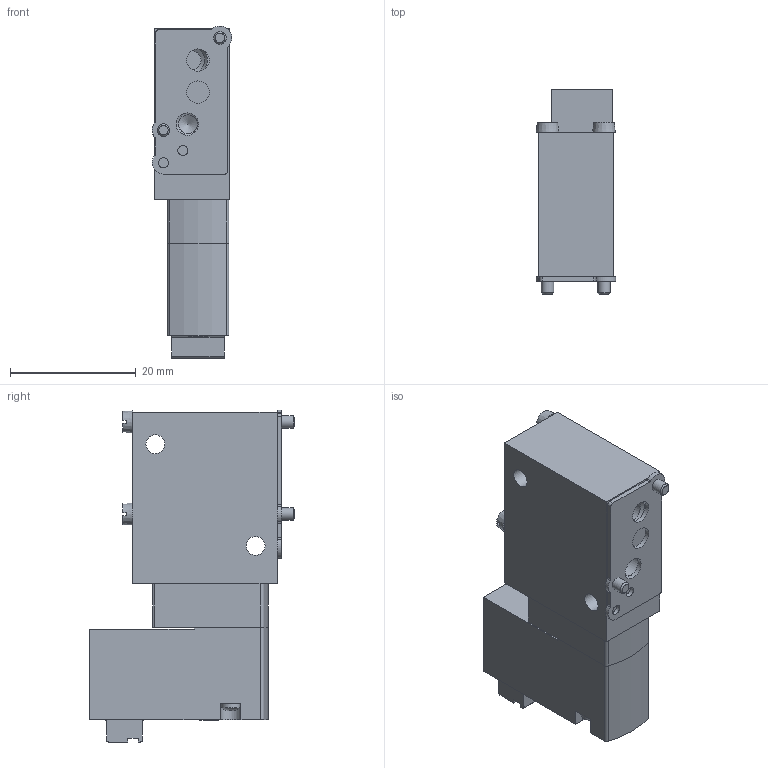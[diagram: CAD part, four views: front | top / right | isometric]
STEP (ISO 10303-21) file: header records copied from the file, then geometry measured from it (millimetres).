
FILE_DESCRIPTION(/* description */ ('STEP AP214'),/* implementation_level */ '2;1');
FILE_NAME(/* name */ '560705_VOVG-S12-M32U-AH-M5-1H2',/* time_stamp */ '2024-09-17T01:43:10+02:00',/* author */ ('License CC BY-ND 4.0'),/* organization */ ('CADENAS'),/* preprocessor_version */ 'ST-DEVELOPER v19.3',/* originating_system */ 'PARTsolutions',/* authorisation */ ' ');
FILE_SCHEMA (('AUTOMOTIVE_DESIGN {1 0 10303 214 3 1 1}'));
Length unit declared in the file: millimetre
Products named in the file (7): 560705 VOVG-S12-M32U-AH-M5-1H2; 549438 VOVG-S12-M32U---(G); 652115 M16X8; 750521 M2X27.3; 750914 VOVG-B; 197005 MHA1-M1H-3/2G-0,6-TC_p; 703106 M1.6X22
Assembly tree (8 placements, depth 2):
  560705 VOVG-S12-M32U-AH-M5-1H2
    549438 VOVG-S12-M32U---(G)
    652115 M16X8
    750521 M2X27.3  x2
    750914 VOVG-B
    197005 MHA1-M1H-3/2G-0,6-TC_p
    703106 M1.6X22  x2
Bounding box: 12.69 x 32.7 x 52.9 mm (x, y, z)
Volume: 12359.6 mm3; surface area: 7164 mm2
Topology: 8 solids, 8 shells, 252 faces, 601 edges, 381 vertices
Faces by surface type: plane 150, cylinder 63, cone 30, torus 6, sphere 3
Full cylindrical faces by diameter (mm): 0.8 x1, 1.221 x3, 1.3 x1, 1.6 x5, 1.69 x2, 1.8 x5, 2 x2, 2.1 x2, 2.9 x1, 3 x7, 3.1 x1, 3.6 x3, 4.134 x2
Entity records: 6450 total; most frequent: CARTESIAN_POINT 1043, DIRECTION 1019, ORIENTED_EDGE 876, EDGE_CURVE 438, AXIS2_PLACEMENT_3D 380, VERTEX_POINT 317, FACE_BOUND 317, EDGE_LOOP 313
